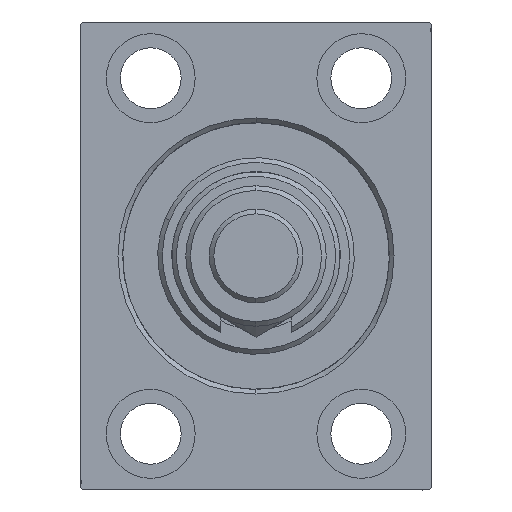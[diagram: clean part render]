
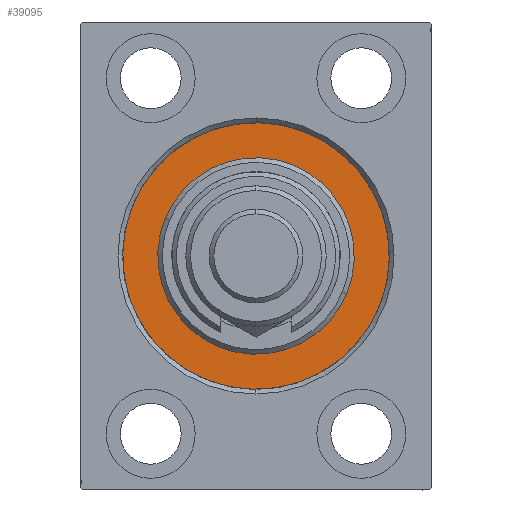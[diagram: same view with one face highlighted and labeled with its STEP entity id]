
A CAD part, left-side view. The second image highlights one B-rep face of the part: STEP entity #39095.
In plain terms, the highlighted face is planar.
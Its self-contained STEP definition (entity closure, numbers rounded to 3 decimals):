
#279 = EDGE_CURVE ( 'NONE', #33939, #29759, #6949, .T. ) ;
#1639 = CARTESIAN_POINT ( 'NONE',  ( 0., 0., 0. ) ) ;
#1840 = FACE_BOUND ( 'NONE', #44308, .T. ) ;
#2076 = FACE_OUTER_BOUND ( 'NONE', #44690, .T. ) ;
#2595 = DIRECTION ( 'NONE',  ( 0., 0., -1. ) ) ;
#4099 = CIRCLE ( 'NONE', #37883, 28.5 ) ;
#5716 = DIRECTION ( 'NONE',  ( 0., 0., -1. ) ) ;
#6075 = VERTEX_POINT ( 'NONE', #21946 ) ;
#6949 = CIRCLE ( 'NONE', #20008, 21. ) ;
#8564 = DIRECTION ( 'NONE',  ( 0., 0., 1. ) ) ;
#10333 = AXIS2_PLACEMENT_3D ( 'NONE', #46566, #13620, #17226 ) ;
#11351 = ORIENTED_EDGE ( 'NONE', *, *, #34436, .F. ) ;
#11810 = ORIENTED_EDGE ( 'NONE', *, *, #279, .F. ) ;
#12431 = CARTESIAN_POINT ( 'NONE',  ( 0., 0., 0. ) ) ;
#13620 = DIRECTION ( 'NONE',  ( -1., 0., 0. ) ) ;
#13661 = DIRECTION ( 'NONE',  ( -1., 0., 0. ) ) ;
#16796 = DIRECTION ( 'NONE',  ( 0., 0., 1. ) ) ;
#17226 = DIRECTION ( 'NONE',  ( 0., 0., 1. ) ) ;
#17452 = EDGE_CURVE ( 'NONE', #26041, #6075, #43356, .T. ) ;
#17767 = AXIS2_PLACEMENT_3D ( 'NONE', #12431, #37897, #8564 ) ;
#19366 = CARTESIAN_POINT ( 'NONE',  ( 0., 0., 21. ) ) ;
#20008 = AXIS2_PLACEMENT_3D ( 'NONE', #31690, #20863, #2595 ) ;
#20863 = DIRECTION ( 'NONE',  ( 1., 0., 0. ) ) ;
#21946 = CARTESIAN_POINT ( 'NONE',  ( 0., 0., 28.5 ) ) ;
#24245 = ORIENTED_EDGE ( 'NONE', *, *, #17452, .F. ) ;
#24723 = CARTESIAN_POINT ( 'NONE',  ( 0., 0., 0. ) ) ;
#26041 = VERTEX_POINT ( 'NONE', #38136 ) ;
#29759 = VERTEX_POINT ( 'NONE', #35814 ) ;
#31690 = CARTESIAN_POINT ( 'NONE',  ( 0., 0., 0. ) ) ;
#32386 = ORIENTED_EDGE ( 'NONE', *, *, #45201, .F. ) ;
#33939 = VERTEX_POINT ( 'NONE', #19366 ) ;
#34336 = DIRECTION ( 'NONE',  ( 1., 0., 0. ) ) ;
#34436 = EDGE_CURVE ( 'NONE', #29759, #33939, #40639, .T. ) ;
#35814 = CARTESIAN_POINT ( 'NONE',  ( 0., 0., -21. ) ) ;
#36798 = AXIS2_PLACEMENT_3D ( 'NONE', #1639, #34336, #5716 ) ;
#37883 = AXIS2_PLACEMENT_3D ( 'NONE', #24723, #13661, #16796 ) ;
#37897 = DIRECTION ( 'NONE',  ( -1., 0., 0. ) ) ;
#38136 = CARTESIAN_POINT ( 'NONE',  ( 0., 0., -28.5 ) ) ;
#38617 = PLANE ( 'NONE',  #17767 ) ;
#39095 = ADVANCED_FACE ( 'NONE', ( #1840, #2076 ), #38617, .F. ) ;
#40639 = CIRCLE ( 'NONE', #36798, 21. ) ;
#43356 = CIRCLE ( 'NONE', #10333, 28.5 ) ;
#44308 = EDGE_LOOP ( 'NONE', ( #11810, #11351 ) ) ;
#44690 = EDGE_LOOP ( 'NONE', ( #24245, #32386 ) ) ;
#45201 = EDGE_CURVE ( 'NONE', #6075, #26041, #4099, .T. ) ;
#46566 = CARTESIAN_POINT ( 'NONE',  ( 0., 0., 0. ) ) ;
